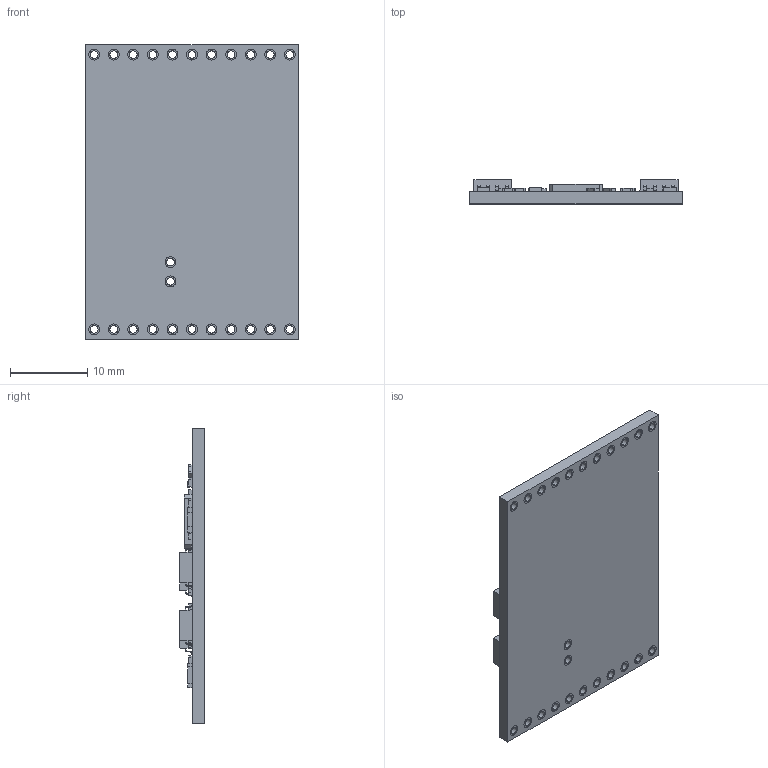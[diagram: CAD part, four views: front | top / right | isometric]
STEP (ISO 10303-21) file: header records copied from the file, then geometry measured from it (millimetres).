
FILE_DESCRIPTION (( 'STEP AP214' ), '1' );
FILE_NAME ('TMC5160 Breakout Board V1.2.STEP', '2021-11-02T00:34:20', ( '' ), ( '' ), 'SwSTEP 2.0', 'SolidWorks 2018', '' );
FILE_SCHEMA (( 'AUTOMOTIVE_DESIGN' ));
Length unit declared in the file: millimetre
Products named in the file (38): SMD Capacitor, Configurable, TMC5160 Breakout Board V1.2_C2; SMD Capacitor, Configurable, TMC5160 Breakout Board V1.2_C15; SMD Capacitor, Configurable, TMC5160 Breakout Board V1.2_C3; SMD Resistor, Configurable, TMC5160 Breakout Board V1.2_R15; SMD Resistor, Configurable, TMC5160 Breakout Board V1.2_R12; SMD Resistor, Configurable, TMC5160 Breakout Board V1.2_R5; SMD Resistor, Configurable, TMC5160 Breakout Board V1.2_R3; SMD Resistor, Configurable, TMC5160 Breakout Board V1.2_R2; SMD Resistor, Configurable, TMC5160 Breakout Board V1.2_R18; SMD Resistor, Configurable, TMC5160 Breakout Board V1.2_R17; SMD Resistor, Configurable, TMC5160 Breakout Board V1.2_R11; SMD Capacitor, Configurable, TMC5160 Breakout Board V1.2_C8; SMD Resistor, Configurable, TMC5160 Breakout Board V1.2_R16; D1, LED, TMC5160 Breakout Board V1.2; SMD Resistor, Configurable, TMC5160 Breakout Board V1.2_R14; SMD Capacitor, Configurable, TMC5160 Breakout Board V1.2_C4; Trinamic TMC5160 Microcontroller, TMC5160 Breakout Board V1.2; SMD Capacitor, Configurable, TMC5160 Breakout Board V1.2_C13; AO4882 MOSFET, TMC5160 Breakout Board V1.2; SMD Resistor, Configurable, TMC5160 Breakout Board V1.2_R8; SMD Capacitor, Configurable, TMC5160 Breakout Board V1.2_C5; SMD Resistor, Configurable, TMC5160 Breakout Board V1.2_R6; SMD Resistor, Configurable, TMC5160 Breakout Board V1.2_R4; SMD Capacitor, Configurable, TMC5160 Breakout Board V1.2_C1; SMD Resistor, Configurable, TMC5160 Breakout Board V1.2_R10; SMD Resistor, Configurable, TMC5160 Breakout Board V1.2_R7; SMD Capacitor, Configurable, TMC5160 Breakout Board V1.2_C14; SMD Capacitor, Configurable, TMC5160 Breakout Board V1.2_C16; SMD Capacitor, Configurable, TMC5160 Breakout Board V1.2_C12; SMD Resistor, Configurable, TMC5160 Breakout Board V1.2_R9; SMD Capacitor, Configurable, TMC5160 Breakout Board V1.2_C10; SMD Capacitor, Configurable, TMC5160 Breakout Board V1.2_C11; PCB, TMC5160 Breakout Board V1.2; SMD Capacitor, Configurable, TMC5160 Breakout Board V1.2_C9; TMC5160 Breakout Board V1.2; SMD Resistor, Configurable, TMC5160 Breakout Board V1.2_R13; SMD Capacitor, Configurable, TMC5160 Breakout Board V1.2_C6; SMD Capacitor, Configurable, TMC5160 Breakout Board V1.2_C7
Assembly tree (40 placements, depth 2):
  TMC5160 Breakout Board V1.2
    PCB, TMC5160 Breakout Board V1.2
    Trinamic TMC5160 Microcontroller, TMC5160 Breakout Board V1.2
    D1, LED, TMC5160 Breakout Board V1.2
    SMD Capacitor, Configurable, TMC5160 Breakout Board V1.2_C10
    SMD Capacitor, Configurable, TMC5160 Breakout Board V1.2_C9
    SMD Capacitor, Configurable, TMC5160 Breakout Board V1.2_C15
    SMD Capacitor, Configurable, TMC5160 Breakout Board V1.2_C16
    SMD Capacitor, Configurable, TMC5160 Breakout Board V1.2_C2
    SMD Capacitor, Configurable, TMC5160 Breakout Board V1.2_C8
    SMD Capacitor, Configurable, TMC5160 Breakout Board V1.2_C12
    SMD Capacitor, Configurable, TMC5160 Breakout Board V1.2_C3
    SMD Capacitor, Configurable, TMC5160 Breakout Board V1.2_C13
    SMD Capacitor, Configurable, TMC5160 Breakout Board V1.2_C14
    SMD Capacitor, Configurable, TMC5160 Breakout Board V1.2_C11
    SMD Capacitor, Configurable, TMC5160 Breakout Board V1.2_C5
    SMD Capacitor, Configurable, TMC5160 Breakout Board V1.2_C7
    SMD Capacitor, Configurable, TMC5160 Breakout Board V1.2_C6
    SMD Capacitor, Configurable, TMC5160 Breakout Board V1.2_C4
    SMD Capacitor, Configurable, TMC5160 Breakout Board V1.2_C1
    SMD Resistor, Configurable, TMC5160 Breakout Board V1.2_R3
    SMD Resistor, Configurable, TMC5160 Breakout Board V1.2_R13
    SMD Resistor, Configurable, TMC5160 Breakout Board V1.2_R4
    SMD Resistor, Configurable, TMC5160 Breakout Board V1.2_R14
    SMD Resistor, Configurable, TMC5160 Breakout Board V1.2_R7
    SMD Resistor, Configurable, TMC5160 Breakout Board V1.2_R8
    SMD Resistor, Configurable, TMC5160 Breakout Board V1.2_R11
    SMD Resistor, Configurable, TMC5160 Breakout Board V1.2_R17
    SMD Resistor, Configurable, TMC5160 Breakout Board V1.2_R2
    SMD Resistor, Configurable, TMC5160 Breakout Board V1.2_R18
    SMD Resistor, Configurable, TMC5160 Breakout Board V1.2_R12
    SMD Resistor, Configurable, TMC5160 Breakout Board V1.2_R10
    SMD Resistor, Configurable, TMC5160 Breakout Board V1.2_R9
    SMD Resistor, Configurable, TMC5160 Breakout Board V1.2_R6
    SMD Resistor, Configurable, TMC5160 Breakout Board V1.2_R16
    SMD Resistor, Configurable, TMC5160 Breakout Board V1.2_R5
    SMD Resistor, Configurable, TMC5160 Breakout Board V1.2_R15
    AO4882 MOSFET, TMC5160 Breakout Board V1.2  x4
Bounding box: 27.6 x 3.17 x 38.2 mm (x, y, z)
Volume: 1830 mm3; surface area: 3101.5 mm2
Topology: 106 solids, 106 shells, 1330 faces, 3087 edges, 2058 vertices
Faces by surface type: plane 1023, cylinder 272, bspline 35
Entity records: 38045 total; most frequent: CARTESIAN_POINT 7155, DIRECTION 4485, ORIENTED_EDGE 4374, EDGE_CURVE 2187, LINE 1765, VECTOR 1765, VERTEX_POINT 1458, AXIS2_PLACEMENT_3D 1360
